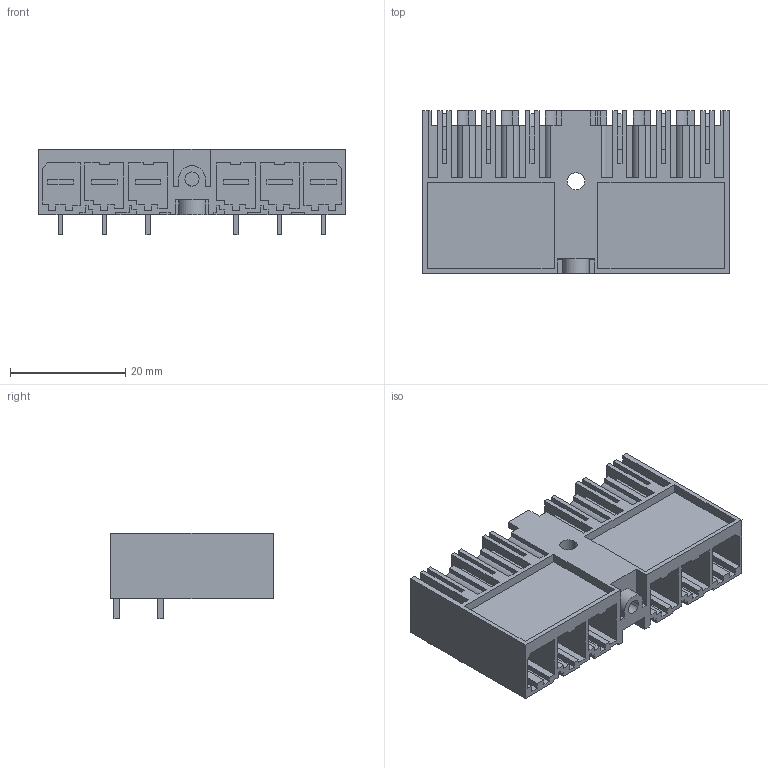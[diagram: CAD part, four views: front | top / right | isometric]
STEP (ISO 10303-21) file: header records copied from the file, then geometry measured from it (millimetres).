
FILE_DESCRIPTION(('CATIA V5R22 STEP214','CAx-IF Rec.Pracs.--- Model Styling and Organization---1.4--- 2014-01-23'),'2;1');
FILE_NAME ('D1447741_3_1048750000_1048750000.stp','2023-05-15T08:18:57+00:00',('none'),('Weidmueller'),'CATIA Version 5-6 Release 2016 SP3 HF44','CATIA V5 STEP AP214','none');
FILE_SCHEMA(('AUTOMOTIVE_DESIGN { 1 0 10303 214 1 1 1 1 }'));
Length unit declared in the file: millimetre
Products named in the file (1): 1048750000
Bounding box: 53.34 x 28.3 x 14.9 mm (x, y, z)
Volume: 9227.4 mm3; surface area: 12982.6 mm2
Topology: 8 solids, 8 shells, 534 faces, 1556 edges, 1042 vertices
Faces by surface type: plane 504, cylinder 30
Entity records: 16400 total; most frequent: ORIENTED_EDGE 3112, CARTESIAN_POINT 2955, DIRECTION 2234, EDGE_CURVE 1556, VECTOR 1486, LINE 1486, VERTEX_POINT 1042, EDGE_LOOP 556
